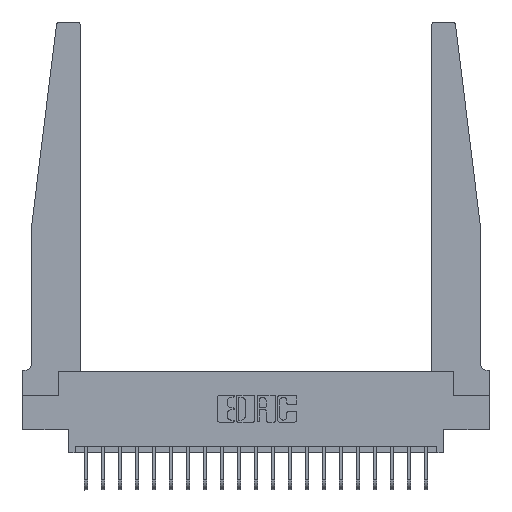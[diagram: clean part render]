
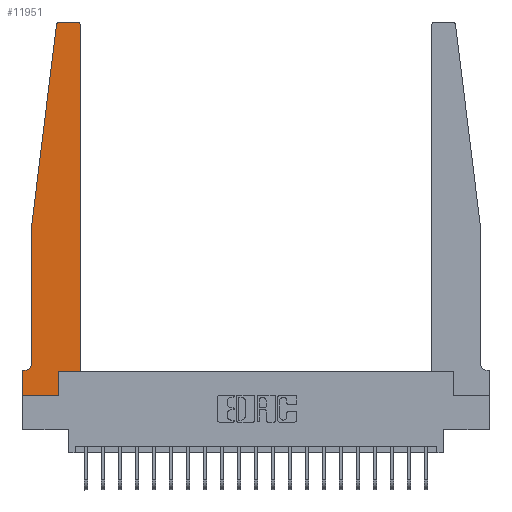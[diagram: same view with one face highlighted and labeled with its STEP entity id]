
A CAD part, top view. The second image highlights one B-rep face of the part: STEP entity #11951.
In plain terms, the highlighted planar face has unit normal (0, 0, 1).
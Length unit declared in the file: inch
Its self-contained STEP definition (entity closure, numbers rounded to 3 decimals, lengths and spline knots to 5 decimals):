
#427 = CARTESIAN_POINT ( 'NONE',  ( 0., 0., 0.37 ) ) ;
#569 = LINE ( 'NONE', #427, #15402 ) ;
#741 = CARTESIAN_POINT ( 'NONE',  ( 0.065, 1.25, 0.37 ) ) ;
#1070 = DIRECTION ( 'NONE',  ( 1., 0., 0. ) ) ;
#1085 = VECTOR ( 'NONE', #1070, 39.37008 ) ;
#1323 = CARTESIAN_POINT ( 'NONE',  ( 0.2605, 0., 0.37 ) ) ;
#1546 = CARTESIAN_POINT ( 'NONE',  ( 0., 0., 0.37 ) ) ;
#1907 = LINE ( 'NONE', #18414, #15005 ) ;
#2016 = DIRECTION ( 'NONE',  ( -1., 0., 0. ) ) ;
#2134 = DIRECTION ( 'NONE',  ( 0., 0., -1. ) ) ;
#2270 = VERTEX_POINT ( 'NONE', #12805 ) ;
#2815 = CARTESIAN_POINT ( 'NONE',  ( 0.2605, 0.18, 0.37 ) ) ;
#2994 = DIRECTION ( 'NONE',  ( 1., 0., 0. ) ) ;
#3008 = EDGE_CURVE ( 'NONE', #12892, #18109, #22988, .T. ) ;
#3355 = EDGE_CURVE ( 'NONE', #16791, #4728, #21381, .T. ) ;
#3358 = LINE ( 'NONE', #9034, #12868 ) ;
#3420 = CARTESIAN_POINT ( 'NONE',  ( 0.015, 0.1875, 0.37 ) ) ;
#3698 = VERTEX_POINT ( 'NONE', #3899 ) ;
#3899 = CARTESIAN_POINT ( 'NONE',  ( 0.425, 0.18, 0.37 ) ) ;
#3922 = EDGE_LOOP ( 'NONE', ( #23567, #18003, #17108, #22792, #18416, #9150, #19596, #19771, #11793, #11286, #16479, #4240 ) ) ;
#4240 = ORIENTED_EDGE ( 'NONE', *, *, #22023, .T. ) ;
#4728 = VERTEX_POINT ( 'NONE', #741 ) ;
#5283 = EDGE_CURVE ( 'NONE', #14530, #3698, #23087, .T. ) ;
#5376 = CARTESIAN_POINT ( 'NONE',  ( 0.065, 1.25, 0.37 ) ) ;
#5412 = DIRECTION ( 'NONE',  ( 1., 0., 0. ) ) ;
#5695 = VERTEX_POINT ( 'NONE', #23274 ) ;
#5766 = EDGE_CURVE ( 'NONE', #18109, #14530, #12219, .T. ) ;
#6314 = DIRECTION ( 'NONE',  ( 0., 1., 0. ) ) ;
#6494 = CARTESIAN_POINT ( 'NONE',  ( 0.2605, 0.18, 0.37 ) ) ;
#6652 = FACE_OUTER_BOUND ( 'NONE', #3922, .T. ) ;
#7315 = AXIS2_PLACEMENT_3D ( 'NONE', #16073, #21302, #12368 ) ;
#7432 = VERTEX_POINT ( 'NONE', #22808 ) ;
#7443 = CARTESIAN_POINT ( 'NONE',  ( 0.425, 0.18, 0.37 ) ) ;
#8103 = CARTESIAN_POINT ( 'NONE',  ( 0.425, 0.18, 0.37 ) ) ;
#8162 = CARTESIAN_POINT ( 'NONE',  ( 0., 0., 0.37 ) ) ;
#8644 = EDGE_CURVE ( 'NONE', #4728, #2270, #1907, .T. ) ;
#9034 = CARTESIAN_POINT ( 'NONE',  ( 0.065, 0.1875, 0.37 ) ) ;
#9150 = ORIENTED_EDGE ( 'NONE', *, *, #14002, .T. ) ;
#9424 = VECTOR ( 'NONE', #6314, 39.37008 ) ;
#9516 = AXIS2_PLACEMENT_3D ( 'NONE', #23231, #10502, #2994 ) ;
#10354 = CARTESIAN_POINT ( 'NONE',  ( 0.425, 2.72, 0.37 ) ) ;
#10502 = DIRECTION ( 'NONE',  ( 0., 0., 1. ) ) ;
#10712 = DIRECTION ( 'NONE',  ( -1., 0., 0. ) ) ;
#11147 = DIRECTION ( 'NONE',  ( 1., 0., 0. ) ) ;
#11286 = ORIENTED_EDGE ( 'NONE', *, *, #5283, .T. ) ;
#11734 = DIRECTION ( 'NONE',  ( -1., 0., 0. ) ) ;
#11793 = ORIENTED_EDGE ( 'NONE', *, *, #5766, .T. ) ;
#11857 = CARTESIAN_POINT ( 'NONE',  ( 0.25, 2.75, 0.37 ) ) ;
#11951 = ADVANCED_FACE ( 'NONE', ( #6652 ), #12021, .T. ) ;
#12021 = PLANE ( 'NONE',  #7315 ) ;
#12197 = VECTOR ( 'NONE', #11147, 39.37008 ) ;
#12219 = LINE ( 'NONE', #2815, #15293 ) ;
#12368 = DIRECTION ( 'NONE',  ( 1., 0., 0. ) ) ;
#12805 = CARTESIAN_POINT ( 'NONE',  ( 0.065, 0.2375, 0.37 ) ) ;
#12868 = VECTOR ( 'NONE', #10712, 39.37008 ) ;
#12892 = VERTEX_POINT ( 'NONE', #8162 ) ;
#12897 = EDGE_CURVE ( 'NONE', #23393, #7432, #20900, .T. ) ;
#13028 = CARTESIAN_POINT ( 'NONE',  ( 0.395, 2.72, 0.37 ) ) ;
#13610 = EDGE_CURVE ( 'NONE', #3698, #20264, #18910, .T. ) ;
#13853 = AXIS2_PLACEMENT_3D ( 'NONE', #20205, #2134, #2016 ) ;
#14002 = EDGE_CURVE ( 'NONE', #20838, #5695, #3358, .T. ) ;
#14530 = VERTEX_POINT ( 'NONE', #6494 ) ;
#15005 = VECTOR ( 'NONE', #20103, 39.37008 ) ;
#15293 = VECTOR ( 'NONE', #17290, 39.37008 ) ;
#15402 = VECTOR ( 'NONE', #16822, 39.37008 ) ;
#16073 = CARTESIAN_POINT ( 'NONE',  ( 0., 0.1875, 0.37 ) ) ;
#16369 = DIRECTION ( 'NONE',  ( -0.122, -0.992, 0. ) ) ;
#16479 = ORIENTED_EDGE ( 'NONE', *, *, #13610, .T. ) ;
#16566 = EDGE_CURVE ( 'NONE', #7432, #16791, #17201, .T. ) ;
#16758 = CIRCLE ( 'NONE', #21435, 0.03 ) ;
#16791 = VERTEX_POINT ( 'NONE', #21085 ) ;
#16822 = DIRECTION ( 'NONE',  ( 0., -1., 0. ) ) ;
#17108 = ORIENTED_EDGE ( 'NONE', *, *, #3355, .T. ) ;
#17201 = CIRCLE ( 'NONE', #9516, 0.03 ) ;
#17290 = DIRECTION ( 'NONE',  ( 0., 1., 0. ) ) ;
#18003 = ORIENTED_EDGE ( 'NONE', *, *, #16566, .T. ) ;
#18109 = VERTEX_POINT ( 'NONE', #1323 ) ;
#18414 = CARTESIAN_POINT ( 'NONE',  ( 0.065, 1.25, 0.37 ) ) ;
#18416 = ORIENTED_EDGE ( 'NONE', *, *, #21330, .T. ) ;
#18655 = VECTOR ( 'NONE', #16369, 39.37008 ) ;
#18910 = LINE ( 'NONE', #8103, #9424 ) ;
#19596 = ORIENTED_EDGE ( 'NONE', *, *, #21252, .T. ) ;
#19771 = ORIENTED_EDGE ( 'NONE', *, *, #3008, .T. ) ;
#20103 = DIRECTION ( 'NONE',  ( 0., -1., 0. ) ) ;
#20205 = CARTESIAN_POINT ( 'NONE',  ( 0.015, 0.2375, 0.37 ) ) ;
#20264 = VERTEX_POINT ( 'NONE', #10354 ) ;
#20838 = VERTEX_POINT ( 'NONE', #3420 ) ;
#20900 = LINE ( 'NONE', #11857, #23451 ) ;
#21085 = CARTESIAN_POINT ( 'NONE',  ( 0.24675, 2.72367, 0.37 ) ) ;
#21205 = CIRCLE ( 'NONE', #13853, 0.05 ) ;
#21252 = EDGE_CURVE ( 'NONE', #5695, #12892, #569, .T. ) ;
#21302 = DIRECTION ( 'NONE',  ( 0., 0., 1. ) ) ;
#21330 = EDGE_CURVE ( 'NONE', #2270, #20838, #21205, .T. ) ;
#21381 = LINE ( 'NONE', #5376, #18655 ) ;
#21435 = AXIS2_PLACEMENT_3D ( 'NONE', #13028, #21855, #5412 ) ;
#21613 = CARTESIAN_POINT ( 'NONE',  ( 0.395, 2.75, 0.37 ) ) ;
#21855 = DIRECTION ( 'NONE',  ( 0., 0., 1. ) ) ;
#22023 = EDGE_CURVE ( 'NONE', #20264, #23393, #16758, .T. ) ;
#22792 = ORIENTED_EDGE ( 'NONE', *, *, #8644, .T. ) ;
#22808 = CARTESIAN_POINT ( 'NONE',  ( 0.27653, 2.75, 0.37 ) ) ;
#22988 = LINE ( 'NONE', #1546, #1085 ) ;
#23087 = LINE ( 'NONE', #7443, #12197 ) ;
#23231 = CARTESIAN_POINT ( 'NONE',  ( 0.27653, 2.72, 0.37 ) ) ;
#23274 = CARTESIAN_POINT ( 'NONE',  ( 0., 0.1875, 0.37 ) ) ;
#23393 = VERTEX_POINT ( 'NONE', #21613 ) ;
#23451 = VECTOR ( 'NONE', #11734, 39.37008 ) ;
#23567 = ORIENTED_EDGE ( 'NONE', *, *, #12897, .T. ) ;
